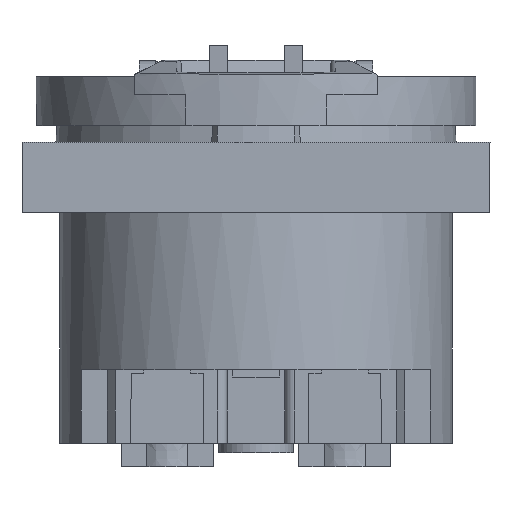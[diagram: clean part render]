
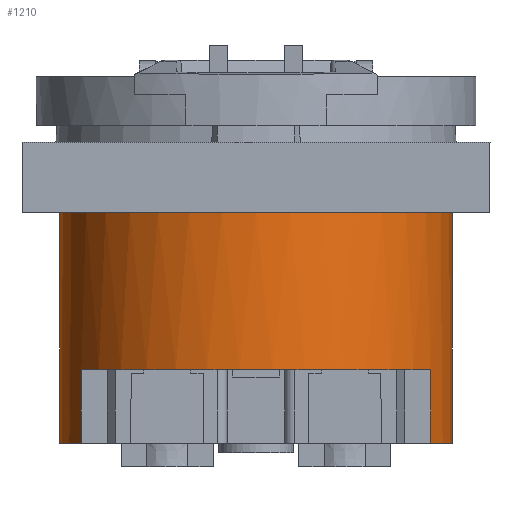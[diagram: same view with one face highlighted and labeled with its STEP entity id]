
A CAD part, front view. The second image highlights one B-rep face of the part: STEP entity #1210.
In plain terms, the highlighted cylindrical face has radius 21 mm (diameter 42 mm), a partial arc.
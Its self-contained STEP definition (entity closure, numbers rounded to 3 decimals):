
#238 = DIRECTION ( 'NONE',  ( 1., 0., 0. ) ) ;
#277 = AXIS2_PLACEMENT_3D ( 'NONE', #5416, #3337, #3214 ) ;
#900 = DIRECTION ( 'NONE',  ( 1., 0., 0. ) ) ;
#1210 = ADVANCED_FACE ( 'NONE', ( #7517 ), #11515, .T. ) ;
#1292 = CIRCLE ( 'NONE', #9935, 21. ) ;
#1878 = CARTESIAN_POINT ( 'NONE',  ( 21., 0., 0. ) ) ;
#1933 = VERTEX_POINT ( 'NONE', #5671 ) ;
#2113 = VERTEX_POINT ( 'NONE', #8814 ) ;
#2166 = DIRECTION ( 'NONE',  ( 0., 0., -1. ) ) ;
#2280 = CIRCLE ( 'NONE', #8247, 21. ) ;
#2722 = VECTOR ( 'NONE', #2166, 1000. ) ;
#2827 = EDGE_CURVE ( 'NONE', #1933, #9665, #8021, .T. ) ;
#2837 = EDGE_CURVE ( 'NONE', #7145, #6749, #1292, .T. ) ;
#3214 = DIRECTION ( 'NONE',  ( 1., 0., 0. ) ) ;
#3337 = DIRECTION ( 'NONE',  ( 0., 0., 1. ) ) ;
#3610 = EDGE_CURVE ( 'NONE', #9665, #5825, #9116, .T. ) ;
#3857 = EDGE_CURVE ( 'NONE', #5946, #2113, #5194, .T. ) ;
#4011 = VECTOR ( 'NONE', #12600, 1000. ) ;
#4215 = CARTESIAN_POINT ( 'NONE',  ( -18.677, -9.6, 0. ) ) ;
#4624 = CARTESIAN_POINT ( 'NONE',  ( -21., 0., 13.2 ) ) ;
#4931 = CARTESIAN_POINT ( 'NONE',  ( 0., 0., 13.2 ) ) ;
#5004 = VECTOR ( 'NONE', #7323, 1000. ) ;
#5194 = LINE ( 'NONE', #4215, #5004 ) ;
#5211 = CARTESIAN_POINT ( 'NONE',  ( 21., 0., -11.5 ) ) ;
#5416 = CARTESIAN_POINT ( 'NONE',  ( 0., 0., -3.6 ) ) ;
#5654 = CARTESIAN_POINT ( 'NONE',  ( 0., 0., 0. ) ) ;
#5671 = CARTESIAN_POINT ( 'NONE',  ( 18.677, -9.6, -3.6 ) ) ;
#5779 = CARTESIAN_POINT ( 'NONE',  ( 0., 0., -11.5 ) ) ;
#5825 = VERTEX_POINT ( 'NONE', #5211 ) ;
#5946 = VERTEX_POINT ( 'NONE', #6490 ) ;
#6490 = CARTESIAN_POINT ( 'NONE',  ( -18.677, -9.6, -11.5 ) ) ;
#6568 = LINE ( 'NONE', #9602, #4011 ) ;
#6622 = DIRECTION ( 'NONE',  ( 0., 0., 1. ) ) ;
#6712 = EDGE_CURVE ( 'NONE', #9373, #6749, #6568, .T. ) ;
#6749 = VERTEX_POINT ( 'NONE', #4624 ) ;
#6861 = AXIS2_PLACEMENT_3D ( 'NONE', #5779, #6622, #900 ) ;
#6989 = DIRECTION ( 'NONE',  ( 0., 0., -1. ) ) ;
#7145 = VERTEX_POINT ( 'NONE', #8478 ) ;
#7323 = DIRECTION ( 'NONE',  ( 0., 0., 1. ) ) ;
#7517 = FACE_OUTER_BOUND ( 'NONE', #7613, .T. ) ;
#7613 = EDGE_LOOP ( 'NONE', ( #9509, #11623, #7690, #12471, #11609, #7763, #8839, #9107 ) ) ;
#7621 = DIRECTION ( 'NONE',  ( 0., 0., 1. ) ) ;
#7690 = ORIENTED_EDGE ( 'NONE', *, *, #3857, .T. ) ;
#7763 = ORIENTED_EDGE ( 'NONE', *, *, #3610, .T. ) ;
#7877 = CIRCLE ( 'NONE', #277, 21. ) ;
#8021 = LINE ( 'NONE', #10030, #2722 ) ;
#8220 = VECTOR ( 'NONE', #7621, 1000. ) ;
#8247 = AXIS2_PLACEMENT_3D ( 'NONE', #8915, #10790, #11887 ) ;
#8478 = CARTESIAN_POINT ( 'NONE',  ( 21., 0., 13.2 ) ) ;
#8814 = CARTESIAN_POINT ( 'NONE',  ( -18.677, -9.6, -3.6 ) ) ;
#8839 = ORIENTED_EDGE ( 'NONE', *, *, #11130, .T. ) ;
#8915 = CARTESIAN_POINT ( 'NONE',  ( 0., 0., -11.5 ) ) ;
#9107 = ORIENTED_EDGE ( 'NONE', *, *, #2837, .T. ) ;
#9116 = CIRCLE ( 'NONE', #6861, 21. ) ;
#9373 = VERTEX_POINT ( 'NONE', #11056 ) ;
#9500 = AXIS2_PLACEMENT_3D ( 'NONE', #5654, #11453, #10548 ) ;
#9509 = ORIENTED_EDGE ( 'NONE', *, *, #6712, .F. ) ;
#9602 = CARTESIAN_POINT ( 'NONE',  ( -21., 0., 0. ) ) ;
#9665 = VERTEX_POINT ( 'NONE', #12299 ) ;
#9935 = AXIS2_PLACEMENT_3D ( 'NONE', #4931, #6989, #238 ) ;
#10030 = CARTESIAN_POINT ( 'NONE',  ( 18.677, -9.6, 0. ) ) ;
#10548 = DIRECTION ( 'NONE',  ( 1., 0., 0. ) ) ;
#10767 = EDGE_CURVE ( 'NONE', #9373, #5946, #2280, .T. ) ;
#10790 = DIRECTION ( 'NONE',  ( 0., 0., 1. ) ) ;
#11056 = CARTESIAN_POINT ( 'NONE',  ( -21., 0., -11.5 ) ) ;
#11130 = EDGE_CURVE ( 'NONE', #5825, #7145, #11551, .T. ) ;
#11453 = DIRECTION ( 'NONE',  ( 0., 0., 1. ) ) ;
#11515 = CYLINDRICAL_SURFACE ( 'NONE', #9500, 21. ) ;
#11551 = LINE ( 'NONE', #1878, #8220 ) ;
#11609 = ORIENTED_EDGE ( 'NONE', *, *, #2827, .T. ) ;
#11623 = ORIENTED_EDGE ( 'NONE', *, *, #10767, .T. ) ;
#11887 = DIRECTION ( 'NONE',  ( 1., 0., 0. ) ) ;
#12299 = CARTESIAN_POINT ( 'NONE',  ( 18.677, -9.6, -11.5 ) ) ;
#12471 = ORIENTED_EDGE ( 'NONE', *, *, #12537, .T. ) ;
#12537 = EDGE_CURVE ( 'NONE', #2113, #1933, #7877, .T. ) ;
#12600 = DIRECTION ( 'NONE',  ( 0., 0., 1. ) ) ;
